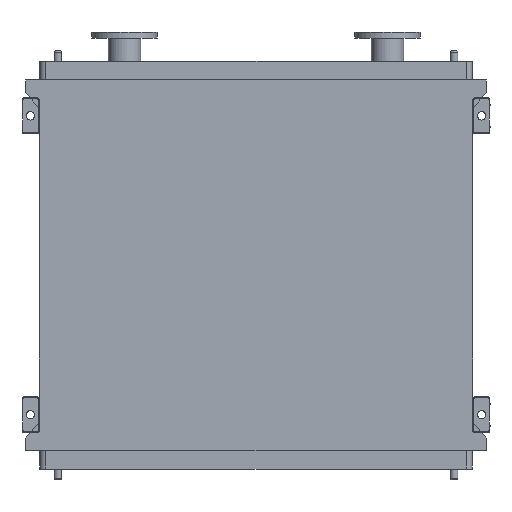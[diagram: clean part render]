
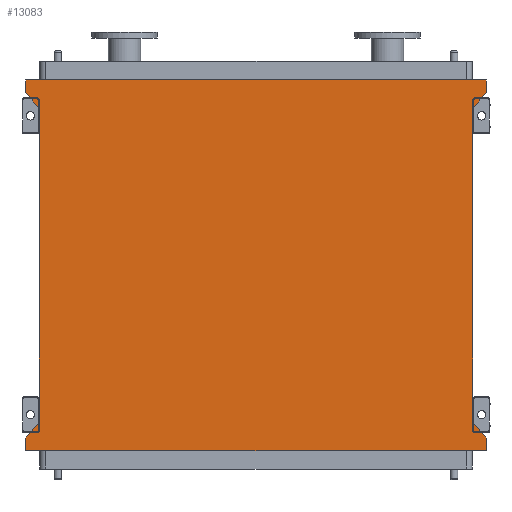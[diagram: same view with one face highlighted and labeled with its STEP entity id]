
A CAD part, front view. The second image highlights one B-rep face of the part: STEP entity #13083.
In plain terms, the highlighted planar face has unit normal (0, -1, 0).
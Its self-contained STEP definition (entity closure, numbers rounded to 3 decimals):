
#84 = EDGE_CURVE ( 'NONE', #7392, #9910, #14299, .T. ) ;
#129 = DIRECTION ( 'NONE',  ( 0., 0., 1. ) ) ;
#455 = CARTESIAN_POINT ( 'NONE',  ( 771., 0., -1145. ) ) ;
#464 = DIRECTION ( 'NONE',  ( -1., 0., 0. ) ) ;
#1468 = DIRECTION ( 'NONE',  ( -0.655, 0., -0.755 ) ) ;
#1702 = VERTEX_POINT ( 'NONE', #15097 ) ;
#2246 = CARTESIAN_POINT ( 'NONE',  ( -725., 0., 0. ) ) ;
#2515 = VECTOR ( 'NONE', #12663, 1000. ) ;
#2562 = VERTEX_POINT ( 'NONE', #6753 ) ;
#2625 = ORIENTED_EDGE ( 'NONE', *, *, #15003, .F. ) ;
#2972 = VECTOR ( 'NONE', #17522, 1000. ) ;
#2986 = EDGE_CURVE ( 'NONE', #10608, #9910, #6818, .T. ) ;
#3021 = CARTESIAN_POINT ( 'NONE',  ( 725., 0., -1050. ) ) ;
#3202 = FACE_OUTER_BOUND ( 'NONE', #17371, .T. ) ;
#4101 = CARTESIAN_POINT ( 'NONE',  ( -771., 0., 95. ) ) ;
#4283 = VECTOR ( 'NONE', #129, 1000. ) ;
#4509 = ORIENTED_EDGE ( 'NONE', *, *, #7212, .F. ) ;
#4626 = LINE ( 'NONE', #14988, #15002 ) ;
#5009 = CARTESIAN_POINT ( 'NONE',  ( -725., 0., -1050. ) ) ;
#5224 = CARTESIAN_POINT ( 'NONE',  ( 771., 0., -1103. ) ) ;
#5645 = CARTESIAN_POINT ( 'NONE',  ( 725., 0., 0. ) ) ;
#5771 = LINE ( 'NONE', #6534, #16518 ) ;
#5923 = ORIENTED_EDGE ( 'NONE', *, *, #84, .F. ) ;
#6089 = CARTESIAN_POINT ( 'NONE',  ( -725., 0., -1050. ) ) ;
#6169 = CARTESIAN_POINT ( 'NONE',  ( -771., 0., -1103. ) ) ;
#6264 = EDGE_CURVE ( 'NONE', #10608, #17058, #12935, .T. ) ;
#6534 = CARTESIAN_POINT ( 'NONE',  ( -771., 0., -1145. ) ) ;
#6542 = DIRECTION ( 'NONE',  ( 0., 0., -1. ) ) ;
#6663 = DIRECTION ( 'NONE',  ( 0., 0., -1. ) ) ;
#6753 = CARTESIAN_POINT ( 'NONE',  ( -771., 0., 95. ) ) ;
#6818 = LINE ( 'NONE', #9251, #2972 ) ;
#7114 = ORIENTED_EDGE ( 'NONE', *, *, #11073, .F. ) ;
#7206 = ORIENTED_EDGE ( 'NONE', *, *, #10092, .F. ) ;
#7210 = CARTESIAN_POINT ( 'NONE',  ( 771., 0., 53. ) ) ;
#7212 = EDGE_CURVE ( 'NONE', #17058, #14924, #10037, .T. ) ;
#7392 = VERTEX_POINT ( 'NONE', #8597 ) ;
#8313 = VECTOR ( 'NONE', #13510, 1000. ) ;
#8597 = CARTESIAN_POINT ( 'NONE',  ( 771., 0., 53. ) ) ;
#9101 = CARTESIAN_POINT ( 'NONE',  ( -725., 0., -1050. ) ) ;
#9165 = DIRECTION ( 'NONE',  ( 0., 0., -1. ) ) ;
#9251 = CARTESIAN_POINT ( 'NONE',  ( 725., 0., -1050. ) ) ;
#9910 = VERTEX_POINT ( 'NONE', #5645 ) ;
#10037 = LINE ( 'NONE', #5224, #13767 ) ;
#10092 = EDGE_CURVE ( 'NONE', #14924, #1702, #11378, .T. ) ;
#10145 = LINE ( 'NONE', #2246, #11059 ) ;
#10166 = LINE ( 'NONE', #4101, #2515 ) ;
#10189 = ORIENTED_EDGE ( 'NONE', *, *, #13850, .F. ) ;
#10608 = VERTEX_POINT ( 'NONE', #3021 ) ;
#11059 = VECTOR ( 'NONE', #16396, 1000. ) ;
#11073 = EDGE_CURVE ( 'NONE', #1702, #12520, #5771, .T. ) ;
#11101 = CARTESIAN_POINT ( 'NONE',  ( 725., 0., -1050. ) ) ;
#11378 = LINE ( 'NONE', #14718, #15038 ) ;
#11386 = AXIS2_PLACEMENT_3D ( 'NONE', #9101, #17433, #9165 ) ;
#11415 = ORIENTED_EDGE ( 'NONE', *, *, #2986, .T. ) ;
#11441 = VERTEX_POINT ( 'NONE', #6089 ) ;
#11592 = CARTESIAN_POINT ( 'NONE',  ( -771., 0., 53. ) ) ;
#11925 = LINE ( 'NONE', #11592, #4283 ) ;
#12034 = EDGE_CURVE ( 'NONE', #12520, #11441, #4626, .T. ) ;
#12304 = CARTESIAN_POINT ( 'NONE',  ( 771., 0., -1103. ) ) ;
#12520 = VERTEX_POINT ( 'NONE', #6169 ) ;
#12663 = DIRECTION ( 'NONE',  ( 1., 0., 0. ) ) ;
#12935 = LINE ( 'NONE', #11101, #14213 ) ;
#13083 = ADVANCED_FACE ( 'NONE', ( #3202 ), #16081, .T. ) ;
#13216 = ORIENTED_EDGE ( 'NONE', *, *, #15682, .F. ) ;
#13309 = ORIENTED_EDGE ( 'NONE', *, *, #13412, .F. ) ;
#13412 = EDGE_CURVE ( 'NONE', #2562, #14733, #10166, .T. ) ;
#13510 = DIRECTION ( 'NONE',  ( 0., 0., 1. ) ) ;
#13608 = DIRECTION ( 'NONE',  ( 0.655, 0., 0.755 ) ) ;
#13767 = VECTOR ( 'NONE', #6663, 1000. ) ;
#13850 = EDGE_CURVE ( 'NONE', #17142, #14582, #10145, .T. ) ;
#14170 = LINE ( 'NONE', #17750, #17359 ) ;
#14213 = VECTOR ( 'NONE', #16552, 1000. ) ;
#14281 = CARTESIAN_POINT ( 'NONE',  ( 771., 0., 95. ) ) ;
#14299 = LINE ( 'NONE', #7210, #14748 ) ;
#14582 = VERTEX_POINT ( 'NONE', #16662 ) ;
#14615 = ORIENTED_EDGE ( 'NONE', *, *, #14777, .F. ) ;
#14718 = CARTESIAN_POINT ( 'NONE',  ( 771., 0., -1145. ) ) ;
#14733 = VERTEX_POINT ( 'NONE', #14281 ) ;
#14748 = VECTOR ( 'NONE', #1468, 1000. ) ;
#14777 = EDGE_CURVE ( 'NONE', #14582, #2562, #11925, .T. ) ;
#14924 = VERTEX_POINT ( 'NONE', #455 ) ;
#14988 = CARTESIAN_POINT ( 'NONE',  ( -771., 0., -1103. ) ) ;
#15002 = VECTOR ( 'NONE', #13608, 1000. ) ;
#15003 = EDGE_CURVE ( 'NONE', #11441, #17142, #16167, .T. ) ;
#15038 = VECTOR ( 'NONE', #464, 1000. ) ;
#15097 = CARTESIAN_POINT ( 'NONE',  ( -771., 0., -1145. ) ) ;
#15156 = CARTESIAN_POINT ( 'NONE',  ( -725., 0., 0. ) ) ;
#15298 = ORIENTED_EDGE ( 'NONE', *, *, #12034, .F. ) ;
#15682 = EDGE_CURVE ( 'NONE', #14733, #7392, #14170, .T. ) ;
#16081 = PLANE ( 'NONE',  #11386 ) ;
#16167 = LINE ( 'NONE', #5009, #8313 ) ;
#16331 = DIRECTION ( 'NONE',  ( 0., 0., 1. ) ) ;
#16396 = DIRECTION ( 'NONE',  ( -0.655, 0., 0.755 ) ) ;
#16518 = VECTOR ( 'NONE', #16331, 1000. ) ;
#16552 = DIRECTION ( 'NONE',  ( 0.655, 0., -0.755 ) ) ;
#16662 = CARTESIAN_POINT ( 'NONE',  ( -771., 0., 53. ) ) ;
#17058 = VERTEX_POINT ( 'NONE', #12304 ) ;
#17142 = VERTEX_POINT ( 'NONE', #15156 ) ;
#17250 = ORIENTED_EDGE ( 'NONE', *, *, #6264, .F. ) ;
#17359 = VECTOR ( 'NONE', #6542, 1000. ) ;
#17371 = EDGE_LOOP ( 'NONE', ( #11415, #5923, #13216, #13309, #14615, #10189, #2625, #15298, #7114, #7206, #4509, #17250 ) ) ;
#17433 = DIRECTION ( 'NONE',  ( 0., -1., 0. ) ) ;
#17522 = DIRECTION ( 'NONE',  ( 0., 0., 1. ) ) ;
#17750 = CARTESIAN_POINT ( 'NONE',  ( 771., 0., 95. ) ) ;
